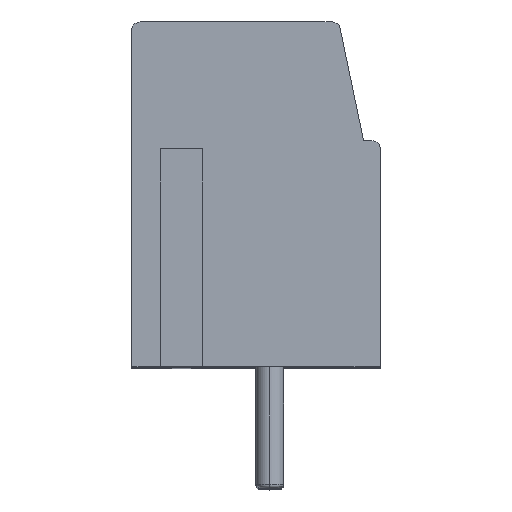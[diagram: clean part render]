
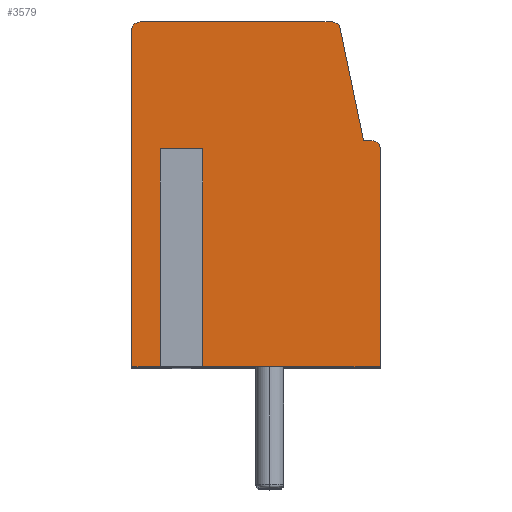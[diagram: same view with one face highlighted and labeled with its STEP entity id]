
A CAD part, top view. The second image highlights one B-rep face of the part: STEP entity #3579.
In plain terms, the highlighted planar face has unit normal (0, 0, 1).
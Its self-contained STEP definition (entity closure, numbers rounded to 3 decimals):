
#630 = CIRCLE ( 'NONE', #2402, 0.3 ) ;
#863 = CARTESIAN_POINT ( 'NONE',  ( 2.15, 0., 22.5 ) ) ;
#884 = VECTOR ( 'NONE', #12673, 1000. ) ;
#900 = CARTESIAN_POINT ( 'NONE',  ( 7.256, 12.2, 22.5 ) ) ;
#938 = ORIENTED_EDGE ( 'NONE', *, *, #15341, .F. ) ;
#1006 = EDGE_CURVE ( 'NONE', #12250, #12688, #14912, .T. ) ;
#1178 = FACE_OUTER_BOUND ( 'NONE', #6510, .T. ) ;
#1391 = LINE ( 'NONE', #12806, #11016 ) ;
#1409 = VERTEX_POINT ( 'NONE', #9735 ) ;
#1872 = VERTEX_POINT ( 'NONE', #6482 ) ;
#2002 = VECTOR ( 'NONE', #7085, 1000. ) ;
#2026 = CARTESIAN_POINT ( 'NONE',  ( 9., 7.9, 22.5 ) ) ;
#2122 = DIRECTION ( 'NONE',  ( -1., 0., 0. ) ) ;
#2175 = VERTEX_POINT ( 'NONE', #9236 ) ;
#2402 = AXIS2_PLACEMENT_3D ( 'NONE', #5850, #14536, #7114 ) ;
#2415 = ORIENTED_EDGE ( 'NONE', *, *, #4492, .F. ) ;
#2690 = CARTESIAN_POINT ( 'NONE',  ( 9., 0., 22.5 ) ) ;
#2769 = VECTOR ( 'NONE', #9346, 1000. ) ;
#2856 = VERTEX_POINT ( 'NONE', #11335 ) ;
#3009 = CARTESIAN_POINT ( 'NONE',  ( 2.291, 7.9, 22.5 ) ) ;
#3164 = LINE ( 'NONE', #8054, #2769 ) ;
#3189 = ORIENTED_EDGE ( 'NONE', *, *, #9141, .F. ) ;
#3384 = EDGE_CURVE ( 'NONE', #2856, #11080, #11168, .T. ) ;
#3579 = ADVANCED_FACE ( 'NONE', ( #1178 ), #15040, .F. ) ;
#3602 = EDGE_CURVE ( 'NONE', #9762, #1409, #6622, .T. ) ;
#3913 = CIRCLE ( 'NONE', #9168, 0.3 ) ;
#4062 = AXIS2_PLACEMENT_3D ( 'NONE', #900, #9648, #2122 ) ;
#4306 = ORIENTED_EDGE ( 'NONE', *, *, #8216, .F. ) ;
#4374 = VECTOR ( 'NONE', #15337, 1000. ) ;
#4492 = EDGE_CURVE ( 'NONE', #16081, #2175, #11567, .T. ) ;
#4510 = VECTOR ( 'NONE', #6349, 1000. ) ;
#5155 = EDGE_CURVE ( 'NONE', #11119, #9762, #3913, .T. ) ;
#5386 = ORIENTED_EDGE ( 'NONE', *, *, #5155, .F. ) ;
#5445 = DIRECTION ( 'NONE',  ( 0., -1., 0. ) ) ;
#5587 = LINE ( 'NONE', #5921, #14727 ) ;
#5824 = ORIENTED_EDGE ( 'NONE', *, *, #12131, .F. ) ;
#5850 = CARTESIAN_POINT ( 'NONE',  ( 8.7, 7.9, 22.5 ) ) ;
#5921 = CARTESIAN_POINT ( 'NONE',  ( 0., 0., 22.5 ) ) ;
#5949 = ORIENTED_EDGE ( 'NONE', *, *, #9140, .F. ) ;
#6349 = DIRECTION ( 'NONE',  ( 0., -1., 0. ) ) ;
#6482 = CARTESIAN_POINT ( 'NONE',  ( 0., 0., 22.5 ) ) ;
#6496 = VECTOR ( 'NONE', #13855, 1000. ) ;
#6501 = CARTESIAN_POINT ( 'NONE',  ( 1.45, 8.2, 22.5 ) ) ;
#6510 = EDGE_LOOP ( 'NONE', ( #7852, #7171, #5949, #4306, #5824, #3189, #15306, #5386, #15442, #938, #14453, #13532, #2415 ) ) ;
#6582 = DIRECTION ( 'NONE',  ( -1., 0., 0. ) ) ;
#6622 = LINE ( 'NONE', #14653, #9614 ) ;
#6869 = CARTESIAN_POINT ( 'NONE',  ( 9., 0., 22.5 ) ) ;
#7078 = CARTESIAN_POINT ( 'NONE',  ( 8.4, 8.2, 22.5 ) ) ;
#7085 = DIRECTION ( 'NONE',  ( 1., 0., 0. ) ) ;
#7114 = DIRECTION ( 'NONE',  ( -1., 0., 0. ) ) ;
#7171 = ORIENTED_EDGE ( 'NONE', *, *, #1006, .F. ) ;
#7179 = DIRECTION ( 'NONE',  ( 0., 1., 0. ) ) ;
#7812 = CARTESIAN_POINT ( 'NONE',  ( 0.3, 12.5, 22.5 ) ) ;
#7852 = ORIENTED_EDGE ( 'NONE', *, *, #8483, .F. ) ;
#7914 = VERTEX_POINT ( 'NONE', #9683 ) ;
#8054 = CARTESIAN_POINT ( 'NONE',  ( 7.55, 12.261, 22.5 ) ) ;
#8095 = CARTESIAN_POINT ( 'NONE',  ( 9., 8.2, 22.5 ) ) ;
#8216 = EDGE_CURVE ( 'NONE', #16067, #7914, #11563, .T. ) ;
#8483 = EDGE_CURVE ( 'NONE', #12688, #16081, #10446, .T. ) ;
#9140 = EDGE_CURVE ( 'NONE', #7914, #12250, #630, .T. ) ;
#9141 = EDGE_CURVE ( 'NONE', #1409, #12392, #10201, .T. ) ;
#9168 = AXIS2_PLACEMENT_3D ( 'NONE', #12110, #12056, #12036 ) ;
#9236 = CARTESIAN_POINT ( 'NONE',  ( 2.15, 7.9, 22.5 ) ) ;
#9243 = AXIS2_PLACEMENT_3D ( 'NONE', #14759, #14741, #14717 ) ;
#9346 = DIRECTION ( 'NONE',  ( 0.205, -0.979, 0. ) ) ;
#9614 = VECTOR ( 'NONE', #14599, 1000. ) ;
#9648 = DIRECTION ( 'NONE',  ( 0., 0., -1. ) ) ;
#9683 = CARTESIAN_POINT ( 'NONE',  ( 8.7, 8.2, 22.5 ) ) ;
#9735 = CARTESIAN_POINT ( 'NONE',  ( 7.256, 12.5, 22.5 ) ) ;
#9762 = VERTEX_POINT ( 'NONE', #7812 ) ;
#9815 = CARTESIAN_POINT ( 'NONE',  ( 1.45, 0., 22.5 ) ) ;
#10201 = CIRCLE ( 'NONE', #4062, 0.3 ) ;
#10446 = LINE ( 'NONE', #2690, #884 ) ;
#11011 = EDGE_CURVE ( 'NONE', #1872, #11119, #5587, .T. ) ;
#11016 = VECTOR ( 'NONE', #6582, 1000. ) ;
#11080 = VERTEX_POINT ( 'NONE', #9815 ) ;
#11115 = CARTESIAN_POINT ( 'NONE',  ( 7.55, 12.261, 22.5 ) ) ;
#11119 = VERTEX_POINT ( 'NONE', #13515 ) ;
#11168 = LINE ( 'NONE', #6501, #4510 ) ;
#11335 = CARTESIAN_POINT ( 'NONE',  ( 1.45, 7.9, 22.5 ) ) ;
#11563 = LINE ( 'NONE', #14512, #2002 ) ;
#11567 = LINE ( 'NONE', #12471, #6496 ) ;
#12036 = DIRECTION ( 'NONE',  ( -1., 0., 0. ) ) ;
#12056 = DIRECTION ( 'NONE',  ( 0., 0., -1. ) ) ;
#12110 = CARTESIAN_POINT ( 'NONE',  ( 0.3, 12.2, 22.5 ) ) ;
#12131 = EDGE_CURVE ( 'NONE', #12392, #16067, #3164, .T. ) ;
#12250 = VERTEX_POINT ( 'NONE', #2026 ) ;
#12392 = VERTEX_POINT ( 'NONE', #11115 ) ;
#12471 = CARTESIAN_POINT ( 'NONE',  ( 2.15, 8.2, 22.5 ) ) ;
#12673 = DIRECTION ( 'NONE',  ( -1., 0., 0. ) ) ;
#12688 = VERTEX_POINT ( 'NONE', #6869 ) ;
#12806 = CARTESIAN_POINT ( 'NONE',  ( 9., 0., 22.5 ) ) ;
#13182 = VECTOR ( 'NONE', #5445, 1000. ) ;
#13515 = CARTESIAN_POINT ( 'NONE',  ( 0., 12.2, 22.5 ) ) ;
#13532 = ORIENTED_EDGE ( 'NONE', *, *, #14933, .F. ) ;
#13855 = DIRECTION ( 'NONE',  ( 0., 1., 0. ) ) ;
#13907 = LINE ( 'NONE', #3009, #4374 ) ;
#14453 = ORIENTED_EDGE ( 'NONE', *, *, #3384, .F. ) ;
#14512 = CARTESIAN_POINT ( 'NONE',  ( 8.4, 8.2, 22.5 ) ) ;
#14536 = DIRECTION ( 'NONE',  ( 0., 0., -1. ) ) ;
#14599 = DIRECTION ( 'NONE',  ( 1., 0., 0. ) ) ;
#14653 = CARTESIAN_POINT ( 'NONE',  ( 9., 12.5, 22.5 ) ) ;
#14717 = DIRECTION ( 'NONE',  ( -1., 0., 0. ) ) ;
#14727 = VECTOR ( 'NONE', #7179, 1000. ) ;
#14741 = DIRECTION ( 'NONE',  ( 0., 0., -1. ) ) ;
#14759 = CARTESIAN_POINT ( 'NONE',  ( 9., 8.2, 22.5 ) ) ;
#14912 = LINE ( 'NONE', #8095, #13182 ) ;
#14933 = EDGE_CURVE ( 'NONE', #2175, #2856, #13907, .T. ) ;
#15040 = PLANE ( 'NONE',  #9243 ) ;
#15306 = ORIENTED_EDGE ( 'NONE', *, *, #3602, .F. ) ;
#15337 = DIRECTION ( 'NONE',  ( -1., 0., 0. ) ) ;
#15341 = EDGE_CURVE ( 'NONE', #11080, #1872, #1391, .T. ) ;
#15442 = ORIENTED_EDGE ( 'NONE', *, *, #11011, .F. ) ;
#16067 = VERTEX_POINT ( 'NONE', #7078 ) ;
#16081 = VERTEX_POINT ( 'NONE', #863 ) ;
